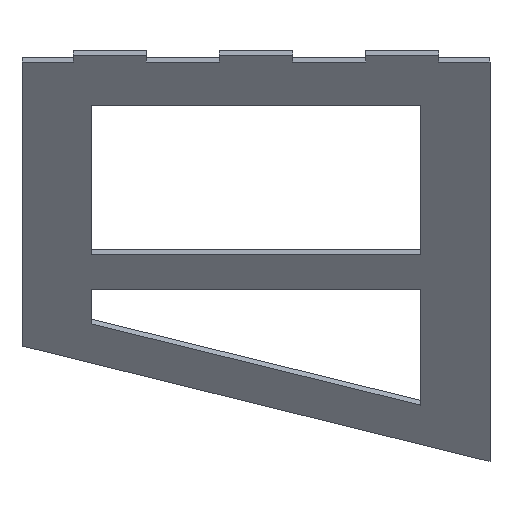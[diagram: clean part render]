
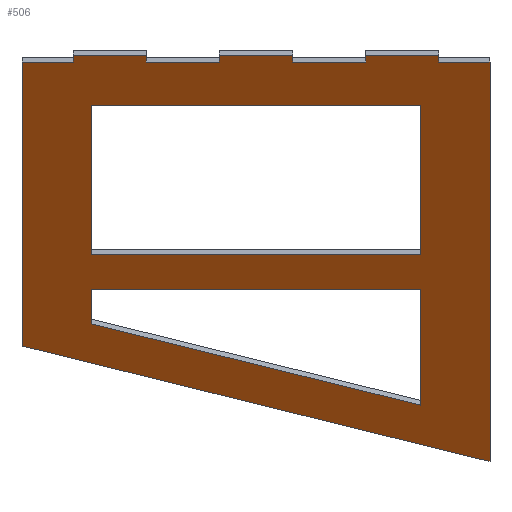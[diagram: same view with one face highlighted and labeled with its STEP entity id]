
A CAD part, isometric view. The second image highlights one B-rep face of the part: STEP entity #506.
In plain terms, the highlighted planar face has unit normal (-0.707, -0.707, 0).
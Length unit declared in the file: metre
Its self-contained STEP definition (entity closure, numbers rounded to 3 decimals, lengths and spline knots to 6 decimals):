
#12=ORIENTED_EDGE('',*,*,#156,.T.);
#13=ORIENTED_EDGE('',*,*,#157,.F.);
#14=ORIENTED_EDGE('',*,*,#158,.F.);
#15=ORIENTED_EDGE('',*,*,#159,.F.);
#16=ORIENTED_EDGE('',*,*,#160,.F.);
#17=ORIENTED_EDGE('',*,*,#161,.T.);
#18=ORIENTED_EDGE('',*,*,#162,.F.);
#19=ORIENTED_EDGE('',*,*,#163,.F.);
#20=ORIENTED_EDGE('',*,*,#164,.F.);
#21=ORIENTED_EDGE('',*,*,#165,.T.);
#22=ORIENTED_EDGE('',*,*,#166,.F.);
#23=ORIENTED_EDGE('',*,*,#167,.F.);
#24=ORIENTED_EDGE('',*,*,#168,.F.);
#25=ORIENTED_EDGE('',*,*,#169,.T.);
#26=ORIENTED_EDGE('',*,*,#170,.F.);
#27=ORIENTED_EDGE('',*,*,#171,.T.);
#28=ORIENTED_EDGE('',*,*,#172,.F.);
#29=ORIENTED_EDGE('',*,*,#173,.T.);
#30=ORIENTED_EDGE('',*,*,#174,.T.);
#31=ORIENTED_EDGE('',*,*,#175,.F.);
#32=ORIENTED_EDGE('',*,*,#176,.T.);
#33=ORIENTED_EDGE('',*,*,#177,.T.);
#34=ORIENTED_EDGE('',*,*,#178,.T.);
#35=ORIENTED_EDGE('',*,*,#179,.T.);
#156=EDGE_CURVE('',#228,#229,#276,.T.);
#157=EDGE_CURVE('',#230,#229,#277,.T.);
#158=EDGE_CURVE('',#231,#230,#278,.T.);
#159=EDGE_CURVE('',#232,#231,#279,.T.);
#160=EDGE_CURVE('',#233,#232,#280,.T.);
#161=EDGE_CURVE('',#233,#234,#281,.T.);
#162=EDGE_CURVE('',#235,#234,#282,.T.);
#163=EDGE_CURVE('',#236,#235,#283,.T.);
#164=EDGE_CURVE('',#237,#236,#284,.T.);
#165=EDGE_CURVE('',#237,#238,#285,.T.);
#166=EDGE_CURVE('',#239,#238,#286,.T.);
#167=EDGE_CURVE('',#240,#239,#287,.T.);
#168=EDGE_CURVE('',#241,#240,#288,.T.);
#169=EDGE_CURVE('',#241,#242,#289,.T.);
#170=EDGE_CURVE('',#243,#242,#290,.T.);
#171=EDGE_CURVE('',#243,#228,#291,.T.);
#172=EDGE_CURVE('',#244,#245,#292,.T.);
#173=EDGE_CURVE('',#244,#246,#293,.T.);
#174=EDGE_CURVE('',#246,#247,#294,.T.);
#175=EDGE_CURVE('',#245,#247,#295,.T.);
#176=EDGE_CURVE('',#248,#249,#296,.T.);
#177=EDGE_CURVE('',#249,#250,#297,.T.);
#178=EDGE_CURVE('',#250,#251,#298,.T.);
#179=EDGE_CURVE('',#251,#248,#299,.T.);
#228=VERTEX_POINT('',#700);
#229=VERTEX_POINT('',#701);
#230=VERTEX_POINT('',#703);
#231=VERTEX_POINT('',#705);
#232=VERTEX_POINT('',#707);
#233=VERTEX_POINT('',#709);
#234=VERTEX_POINT('',#711);
#235=VERTEX_POINT('',#713);
#236=VERTEX_POINT('',#715);
#237=VERTEX_POINT('',#717);
#238=VERTEX_POINT('',#719);
#239=VERTEX_POINT('',#721);
#240=VERTEX_POINT('',#723);
#241=VERTEX_POINT('',#725);
#242=VERTEX_POINT('',#727);
#243=VERTEX_POINT('',#729);
#244=VERTEX_POINT('',#732);
#245=VERTEX_POINT('',#733);
#246=VERTEX_POINT('',#735);
#247=VERTEX_POINT('',#737);
#248=VERTEX_POINT('',#740);
#249=VERTEX_POINT('',#741);
#250=VERTEX_POINT('',#743);
#251=VERTEX_POINT('',#745);
#276=LINE('',#699,#348);
#277=LINE('',#702,#349);
#278=LINE('',#704,#350);
#279=LINE('',#706,#351);
#280=LINE('',#708,#352);
#281=LINE('',#710,#353);
#282=LINE('',#712,#354);
#283=LINE('',#714,#355);
#284=LINE('',#716,#356);
#285=LINE('',#718,#357);
#286=LINE('',#720,#358);
#287=LINE('',#722,#359);
#288=LINE('',#724,#360);
#289=LINE('',#726,#361);
#290=LINE('',#728,#362);
#291=LINE('',#730,#363);
#292=LINE('',#731,#364);
#293=LINE('',#734,#365);
#294=LINE('',#736,#366);
#295=LINE('',#738,#367);
#296=LINE('',#739,#368);
#297=LINE('',#742,#369);
#298=LINE('',#744,#370);
#299=LINE('',#746,#371);
#348=VECTOR('',#575,1.);
#349=VECTOR('',#576,1.);
#350=VECTOR('',#577,1.);
#351=VECTOR('',#578,1.);
#352=VECTOR('',#579,1.);
#353=VECTOR('',#580,1.);
#354=VECTOR('',#581,1.);
#355=VECTOR('',#582,1.);
#356=VECTOR('',#583,1.);
#357=VECTOR('',#584,1.);
#358=VECTOR('',#585,1.);
#359=VECTOR('',#586,1.);
#360=VECTOR('',#587,1.);
#361=VECTOR('',#588,1.);
#362=VECTOR('',#589,1.);
#363=VECTOR('',#590,1.);
#364=VECTOR('',#591,1.);
#365=VECTOR('',#592,1.);
#366=VECTOR('',#593,1.);
#367=VECTOR('',#594,1.);
#368=VECTOR('',#595,1.);
#369=VECTOR('',#596,1.);
#370=VECTOR('',#597,1.);
#371=VECTOR('',#598,1.);
#420=EDGE_LOOP('',(#12,#13,#14,#15,#16,#17,#18,#19,#20,#21,#22,#23,#24,
#25,#26,#27));
#421=EDGE_LOOP('',(#28,#29,#30,#31));
#422=EDGE_LOOP('',(#32,#33,#34,#35));
#450=FACE_BOUND('',#420,.T.);
#451=FACE_BOUND('',#421,.T.);
#452=FACE_BOUND('',#422,.T.);
#480=PLANE('',#545);
#506=ADVANCED_FACE('',(#450,#451,#452),#480,.T.);
#545=AXIS2_PLACEMENT_3D('',#698,#573,#574);
#573=DIRECTION('',(-0.707,-0.707,0.));
#574=DIRECTION('',(0.707,-0.707,0.));
#575=DIRECTION('',(0.677,-0.677,-0.289));
#576=DIRECTION('',(0.,0.,-1.));
#577=DIRECTION('',(0.707,-0.707,0.));
#578=DIRECTION('',(0.,0.,-1.));
#579=DIRECTION('',(0.707,-0.707,0.));
#580=DIRECTION('',(0.,0.,-1.));
#581=DIRECTION('',(0.707,-0.707,0.));
#582=DIRECTION('',(0.,0.,-1.));
#583=DIRECTION('',(0.707,-0.707,0.));
#584=DIRECTION('',(0.,0.,-1.));
#585=DIRECTION('',(0.707,-0.707,0.));
#586=DIRECTION('',(0.,0.,-1.));
#587=DIRECTION('',(0.707,-0.707,0.));
#588=DIRECTION('',(0.,0.,-1.));
#589=DIRECTION('',(0.707,-0.707,0.));
#590=DIRECTION('',(0.,0.,-1.));
#591=DIRECTION('',(0.,0.,1.));
#592=DIRECTION('',(-0.707,0.707,0.));
#593=DIRECTION('',(0.,0.,1.));
#594=DIRECTION('',(-0.707,0.707,0.));
#595=DIRECTION('',(0.,0.,1.));
#596=DIRECTION('',(0.707,-0.707,0.));
#597=DIRECTION('',(0.,0.,-1.));
#598=DIRECTION('',(-0.677,0.677,0.289));
#698=CARTESIAN_POINT('',(-0.051809,-0.073172,0.007588));
#699=CARTESIAN_POINT('',(-0.045929,-0.079052,-0.081768));
#700=CARTESIAN_POINT('',(-0.109287,-0.015694,-0.054699));
#701=CARTESIAN_POINT('',(0.005669,-0.13065,-0.103813));
#702=CARTESIAN_POINT('',(0.005669,-0.13065,0.007588));
#703=CARTESIAN_POINT('',(0.005669,-0.13065,0.066131));
#704=CARTESIAN_POINT('',(-0.051809,-0.073172,0.066131));
#705=CARTESIAN_POINT('',(-0.006907,-0.118073,0.066131));
#706=CARTESIAN_POINT('',(-0.006907,-0.118073,0.069001));
#707=CARTESIAN_POINT('',(-0.006907,-0.118073,0.069001));
#708=CARTESIAN_POINT('',(-0.051809,-0.073172,0.069001));
#709=CARTESIAN_POINT('',(-0.024868,-0.100113,0.069001));
#710=CARTESIAN_POINT('',(-0.024868,-0.100113,0.069001));
#711=CARTESIAN_POINT('',(-0.024868,-0.100113,0.066131));
#712=CARTESIAN_POINT('',(-0.051809,-0.073172,0.066131));
#713=CARTESIAN_POINT('',(-0.042828,-0.082152,0.066131));
#714=CARTESIAN_POINT('',(-0.042828,-0.082152,0.069001));
#715=CARTESIAN_POINT('',(-0.042828,-0.082152,0.069001));
#716=CARTESIAN_POINT('',(-0.051809,-0.073172,0.069001));
#717=CARTESIAN_POINT('',(-0.060789,-0.064192,0.069001));
#718=CARTESIAN_POINT('',(-0.060789,-0.064192,0.069001));
#719=CARTESIAN_POINT('',(-0.060789,-0.064192,0.066131));
#720=CARTESIAN_POINT('',(-0.051809,-0.073172,0.066131));
#721=CARTESIAN_POINT('',(-0.07875,-0.046231,0.066131));
#722=CARTESIAN_POINT('',(-0.07875,-0.046231,0.069001));
#723=CARTESIAN_POINT('',(-0.07875,-0.046231,0.069001));
#724=CARTESIAN_POINT('',(-0.051809,-0.073172,0.069001));
#725=CARTESIAN_POINT('',(-0.09671,-0.028271,0.069001));
#726=CARTESIAN_POINT('',(-0.09671,-0.028271,0.069001));
#727=CARTESIAN_POINT('',(-0.09671,-0.028271,0.066131));
#728=CARTESIAN_POINT('',(-0.051809,-0.073172,0.066131));
#729=CARTESIAN_POINT('',(-0.109287,-0.015694,0.066131));
#730=CARTESIAN_POINT('',(-0.109287,-0.015694,0.007588));
#731=CARTESIAN_POINT('',(-0.011398,-0.113583,0.015997));
#732=CARTESIAN_POINT('',(-0.011398,-0.113583,-0.015753));
#733=CARTESIAN_POINT('',(-0.011398,-0.113583,0.047747));
#734=CARTESIAN_POINT('',(-0.051809,-0.073172,-0.015753));
#735=CARTESIAN_POINT('',(-0.09222,-0.032761,-0.015753));
#736=CARTESIAN_POINT('',(-0.09222,-0.032761,0.015997));
#737=CARTESIAN_POINT('',(-0.09222,-0.032761,0.047747));
#738=CARTESIAN_POINT('',(-0.051809,-0.073172,0.047747));
#739=CARTESIAN_POINT('',(-0.09222,-0.032761,-0.037907));
#740=CARTESIAN_POINT('',(-0.09222,-0.032761,-0.045299));
#741=CARTESIAN_POINT('',(-0.09222,-0.032761,-0.030514));
#742=CARTESIAN_POINT('',(-0.051809,-0.073172,-0.030514));
#743=CARTESIAN_POINT('',(-0.011398,-0.113583,-0.030514));
#744=CARTESIAN_POINT('',(-0.011398,-0.113583,-0.055172));
#745=CARTESIAN_POINT('',(-0.011398,-0.113583,-0.07983));
#746=CARTESIAN_POINT('',(-0.051809,-0.073172,-0.062565));
